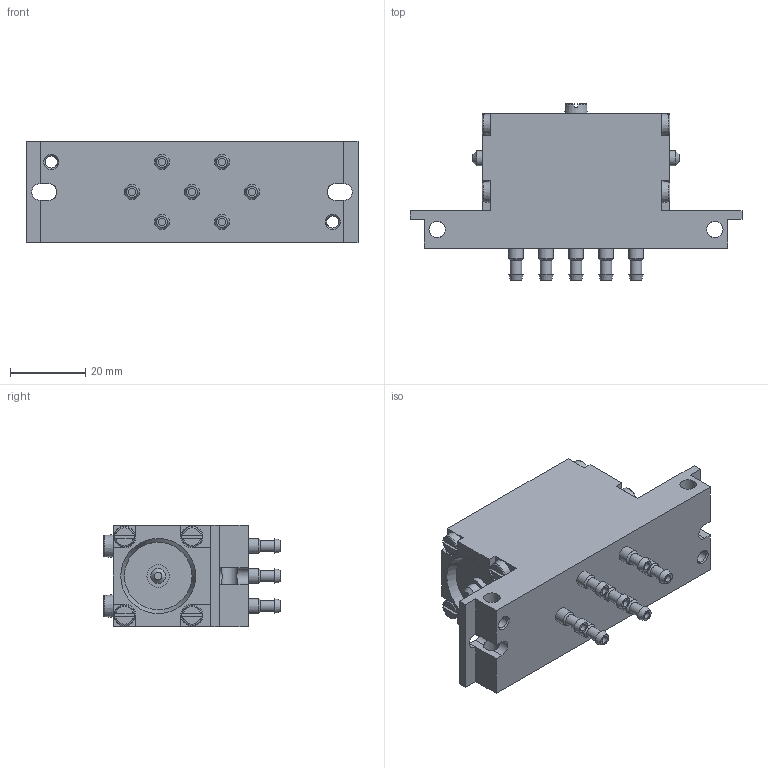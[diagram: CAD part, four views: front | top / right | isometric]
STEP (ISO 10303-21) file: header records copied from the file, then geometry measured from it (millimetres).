
FILE_DESCRIPTION(/* description */ ('STEP AP214'),/* implementation_level */ '2;1');
FILE_NAME(/* name */ '4901_JD-5-PK-3',/* time_stamp */ '2024-08-29T14:21:47+02:00',/* author */ ('License CC BY-ND 4.0'),/* organization */ ('CADENAS'),/* preprocessor_version */ 'ST-DEVELOPER v19.3',/* originating_system */ 'PARTsolutions',/* authorisation */ ' ');
FILE_SCHEMA (('AUTOMOTIVE_DESIGN {1 0 10303 214 3 1 1}'));
Length unit declared in the file: millimetre
Products named in the file (1): 4901 JD-5-PK-3
Bounding box: 88.5 x 47 x 27 mm (x, y, z)
Volume: 55118.9 mm3; surface area: 13509.9 mm2
Topology: 1 solids, 1 shells, 218 faces, 540 edges, 356 vertices
Faces by surface type: plane 121, cylinder 45, cone 32, torus 20
Full cylindrical faces by diameter (mm): 2 x7, 3 x7, 3.242 x4, 4 x9, 4.4 x2, 6 x2
Entity records: 6234 total; most frequent: CARTESIAN_POINT 1363, DIRECTION 986, ORIENTED_EDGE 912, EDGE_CURVE 456, AXIS2_PLACEMENT_3D 399, VERTEX_POINT 336, EDGE_LOOP 334, FACE_BOUND 334
